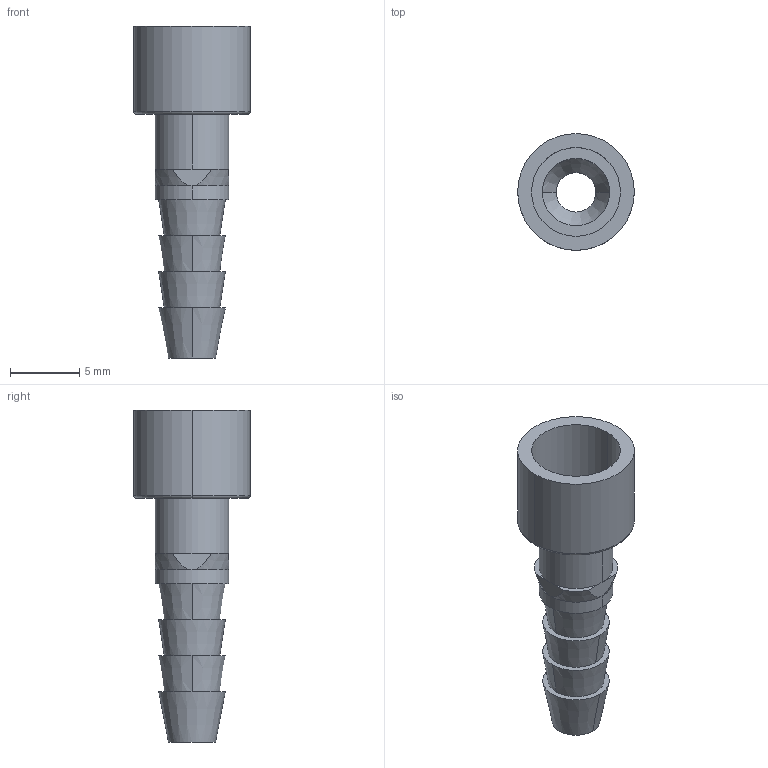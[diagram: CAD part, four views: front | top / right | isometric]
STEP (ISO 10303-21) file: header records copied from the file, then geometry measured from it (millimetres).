
FILE_DESCRIPTION(('Creo Elements/Direct Modeling STEP Export'),'2;1');
FILE_NAME('0ln7uvk4b37llfv5772','2017-06-06T15:22:43',(''),(''),'PTC Creo Elements/Direct Modeling STEP processor for AP214 (Solid Model)','PTC Creo Elements/Direct Modeling 19.0E 27-Jun-2016 (C) Parametric Technology GmbH','');
FILE_SCHEMA(('AUTOMOTIVE_DESIGN { 1 0 10303 214 1 1 1 1 }'));
Length unit declared in the file: millimetre
Products named in the file (2): CX_4.0_PF
Assembly tree (1 placements, depth 2):
  CX_4.0_PF
    CX_4.0_PF
Bounding box: 8.4 x 8.4 x 23.9 mm (x, y, z)
Volume: 297.6 mm3; surface area: 836 mm2
Topology: 1 solids, 1 shells, 44 faces, 91 edges, 55 vertices
Faces by surface type: plane 16, cone 14, cylinder 12, torus 2
Entity records: 1536 total; most frequent: CARTESIAN_POINT 647, ORIENTED_EDGE 182, DIRECTION 164, EDGE_CURVE 91, AXIS2_PLACEMENT_3D 69, VERTEX_POINT 55, EDGE_LOOP 52, FACE_OUTER_BOUND 44
